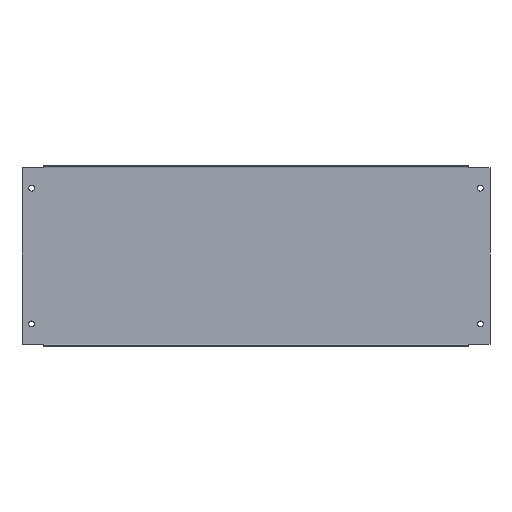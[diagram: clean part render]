
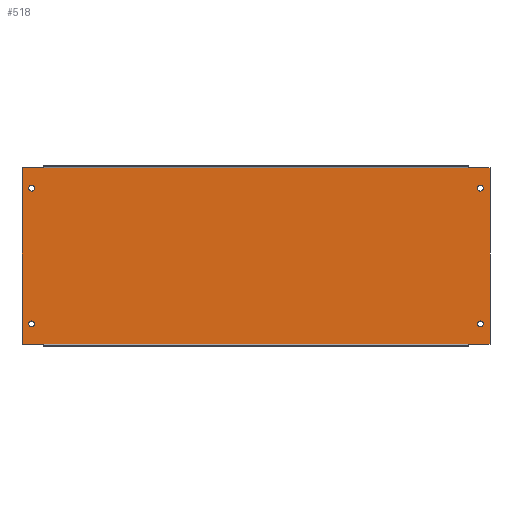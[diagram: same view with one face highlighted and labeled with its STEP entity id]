
A CAD part, top view. The second image highlights one B-rep face of the part: STEP entity #518.
In plain terms, the highlighted planar face has unit normal (0, 0, 1).
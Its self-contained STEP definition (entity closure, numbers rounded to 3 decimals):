
#1 = VERTEX_POINT ( 'NONE', #859 ) ;
#9 = LINE ( 'NONE', #498, #356 ) ;
#23 = DIRECTION ( 'NONE',  ( 0., 0., -1. ) ) ;
#27 = DIRECTION ( 'NONE',  ( 1., 0., 0. ) ) ;
#32 = CIRCLE ( 'NONE', #969, 3.25 ) ;
#34 = ORIENTED_EDGE ( 'NONE', *, *, #775, .T. ) ;
#38 = DIRECTION ( 'NONE',  ( 0., 0., -1. ) ) ;
#52 = ORIENTED_EDGE ( 'NONE', *, *, #468, .T. ) ;
#61 = EDGE_LOOP ( 'NONE', ( #170, #618 ) ) ;
#62 = LINE ( 'NONE', #913, #803 ) ;
#68 = ORIENTED_EDGE ( 'NONE', *, *, #878, .F. ) ;
#79 = EDGE_CURVE ( 'NONE', #970, #670, #469, .T. ) ;
#80 = VERTEX_POINT ( 'NONE', #322 ) ;
#102 = CARTESIAN_POINT ( 'NONE',  ( 506.4, 22.5, 0. ) ) ;
#106 = ORIENTED_EDGE ( 'NONE', *, *, #788, .T. ) ;
#119 = CIRCLE ( 'NONE', #640, 3.25 ) ;
#124 = CARTESIAN_POINT ( 'NONE',  ( 0., 195., 0. ) ) ;
#127 = DIRECTION ( 'NONE',  ( 0., 0., -1. ) ) ;
#130 = FACE_BOUND ( 'NONE', #848, .T. ) ;
#134 = VERTEX_POINT ( 'NONE', #879 ) ;
#135 = DIRECTION ( 'NONE',  ( 0., 0., -1. ) ) ;
#149 = EDGE_CURVE ( 'NONE', #670, #970, #313, .T. ) ;
#153 = CARTESIAN_POINT ( 'NONE',  ( 7.35, 172.5, 0. ) ) ;
#154 = AXIS2_PLACEMENT_3D ( 'NONE', #215, #833, #917 ) ;
#162 = EDGE_CURVE ( 'NONE', #563, #568, #439, .T. ) ;
#170 = ORIENTED_EDGE ( 'NONE', *, *, #149, .T. ) ;
#172 = CIRCLE ( 'NONE', #509, 3.25 ) ;
#186 = CARTESIAN_POINT ( 'NONE',  ( 517., 0., 0. ) ) ;
#188 = VERTEX_POINT ( 'NONE', #186 ) ;
#215 = CARTESIAN_POINT ( 'NONE',  ( 10.6, 22.5, 0. ) ) ;
#221 = CARTESIAN_POINT ( 'NONE',  ( 503.15, 22.5, 0. ) ) ;
#231 = VECTOR ( 'NONE', #27, 1000. ) ;
#234 = DIRECTION ( 'NONE',  ( -1., 0., 0. ) ) ;
#235 = DIRECTION ( 'NONE',  ( -1., 0., 0. ) ) ;
#249 = DIRECTION ( 'NONE',  ( -1., 0., 0. ) ) ;
#258 = CARTESIAN_POINT ( 'NONE',  ( 23.5, 195., 0. ) ) ;
#259 = CIRCLE ( 'NONE', #154, 3.25 ) ;
#270 = DIRECTION ( 'NONE',  ( -1., 0., 0. ) ) ;
#276 = CARTESIAN_POINT ( 'NONE',  ( 0., 0., 0. ) ) ;
#278 = VERTEX_POINT ( 'NONE', #881 ) ;
#279 = VECTOR ( 'NONE', #482, 1000. ) ;
#280 = CARTESIAN_POINT ( 'NONE',  ( 0., 195., 0. ) ) ;
#294 = CARTESIAN_POINT ( 'NONE',  ( 0., 0., 0. ) ) ;
#298 = CARTESIAN_POINT ( 'NONE',  ( 506.4, 172.5, 0. ) ) ;
#301 = FACE_BOUND ( 'NONE', #61, .T. ) ;
#305 = DIRECTION ( 'NONE',  ( 0., 0., -1. ) ) ;
#313 = CIRCLE ( 'NONE', #773, 3.25 ) ;
#318 = VERTEX_POINT ( 'NONE', #638 ) ;
#322 = CARTESIAN_POINT ( 'NONE',  ( 0., 0., 0. ) ) ;
#323 = CARTESIAN_POINT ( 'NONE',  ( 493.5, 0., 0. ) ) ;
#329 = EDGE_LOOP ( 'NONE', ( #811, #534 ) ) ;
#331 = EDGE_CURVE ( 'NONE', #392, #188, #631, .T. ) ;
#341 = LINE ( 'NONE', #960, #989 ) ;
#356 = VECTOR ( 'NONE', #249, 1000. ) ;
#367 = CARTESIAN_POINT ( 'NONE',  ( 509.65, 172.5, 0. ) ) ;
#385 = CARTESIAN_POINT ( 'NONE',  ( 10.6, 172.5, 0. ) ) ;
#387 = CARTESIAN_POINT ( 'NONE',  ( 517., 195., 0. ) ) ;
#390 = DIRECTION ( 'NONE',  ( 0., -1., 0. ) ) ;
#392 = VERTEX_POINT ( 'NONE', #323 ) ;
#415 = DIRECTION ( 'NONE',  ( 0., 0., -1. ) ) ;
#439 = CIRCLE ( 'NONE', #1007, 3.25 ) ;
#446 = FACE_BOUND ( 'NONE', #329, .T. ) ;
#450 = DIRECTION ( 'NONE',  ( -1., 0., 0. ) ) ;
#466 = CIRCLE ( 'NONE', #722, 3.25 ) ;
#468 = EDGE_CURVE ( 'NONE', #188, #577, #341, .T. ) ;
#469 = CIRCLE ( 'NONE', #610, 3.25 ) ;
#475 = ORIENTED_EDGE ( 'NONE', *, *, #962, .T. ) ;
#477 = EDGE_CURVE ( 'NONE', #898, #278, #801, .T. ) ;
#480 = DIRECTION ( 'NONE',  ( -1., 0., 0. ) ) ;
#482 = DIRECTION ( 'NONE',  ( 1., 0., 0. ) ) ;
#483 = EDGE_CURVE ( 'NONE', #80, #691, #578, .T. ) ;
#490 = CARTESIAN_POINT ( 'NONE',  ( 13.85, 22.5, 0. ) ) ;
#498 = CARTESIAN_POINT ( 'NONE',  ( 493.5, 0., 0. ) ) ;
#500 = ORIENTED_EDGE ( 'NONE', *, *, #477, .T. ) ;
#508 = ORIENTED_EDGE ( 'NONE', *, *, #884, .F. ) ;
#509 = AXIS2_PLACEMENT_3D ( 'NONE', #920, #603, #533 ) ;
#514 = FACE_OUTER_BOUND ( 'NONE', #1009, .T. ) ;
#518 = ADVANCED_FACE ( 'NONE', ( #130, #519, #446, #301, #514 ), #825, .F. ) ;
#519 = FACE_BOUND ( 'NONE', #699, .T. ) ;
#532 = EDGE_CURVE ( 'NONE', #577, #318, #671, .T. ) ;
#533 = DIRECTION ( 'NONE',  ( -1., 0., 0. ) ) ;
#534 = ORIENTED_EDGE ( 'NONE', *, *, #673, .T. ) ;
#548 = VECTOR ( 'NONE', #648, 1000. ) ;
#549 = VERTEX_POINT ( 'NONE', #367 ) ;
#563 = VERTEX_POINT ( 'NONE', #753 ) ;
#568 = VERTEX_POINT ( 'NONE', #153 ) ;
#577 = VERTEX_POINT ( 'NONE', #387 ) ;
#578 = LINE ( 'NONE', #276, #231 ) ;
#597 = CARTESIAN_POINT ( 'NONE',  ( 509.65, 22.5, 0. ) ) ;
#603 = DIRECTION ( 'NONE',  ( 0., 0., -1. ) ) ;
#606 = ORIENTED_EDGE ( 'NONE', *, *, #162, .T. ) ;
#610 = AXIS2_PLACEMENT_3D ( 'NONE', #1013, #415, #480 ) ;
#618 = ORIENTED_EDGE ( 'NONE', *, *, #79, .T. ) ;
#631 = LINE ( 'NONE', #852, #279 ) ;
#632 = CARTESIAN_POINT ( 'NONE',  ( 23.5, 195., 0. ) ) ;
#638 = CARTESIAN_POINT ( 'NONE',  ( 493.5, 195., 0. ) ) ;
#640 = AXIS2_PLACEMENT_3D ( 'NONE', #844, #999, #235 ) ;
#648 = DIRECTION ( 'NONE',  ( -1., 0., 0. ) ) ;
#661 = ORIENTED_EDGE ( 'NONE', *, *, #483, .T. ) ;
#670 = VERTEX_POINT ( 'NONE', #221 ) ;
#671 = LINE ( 'NONE', #124, #792 ) ;
#673 = EDGE_CURVE ( 'NONE', #900, #1, #119, .T. ) ;
#691 = VERTEX_POINT ( 'NONE', #1006 ) ;
#699 = EDGE_LOOP ( 'NONE', ( #475, #34 ) ) ;
#722 = AXIS2_PLACEMENT_3D ( 'NONE', #298, #127, #828 ) ;
#732 = CARTESIAN_POINT ( 'NONE',  ( 10.6, 172.5, 0. ) ) ;
#733 = EDGE_CURVE ( 'NONE', #1, #900, #259, .T. ) ;
#753 = CARTESIAN_POINT ( 'NONE',  ( 13.85, 172.5, 0. ) ) ;
#763 = EDGE_CURVE ( 'NONE', #568, #563, #32, .T. ) ;
#771 = ORIENTED_EDGE ( 'NONE', *, *, #763, .T. ) ;
#773 = AXIS2_PLACEMENT_3D ( 'NONE', #102, #38, #819 ) ;
#775 = EDGE_CURVE ( 'NONE', #549, #134, #172, .T. ) ;
#788 = EDGE_CURVE ( 'NONE', #278, #80, #62, .T. ) ;
#792 = VECTOR ( 'NONE', #979, 1000. ) ;
#799 = DIRECTION ( 'NONE',  ( 1., 0., 0. ) ) ;
#801 = LINE ( 'NONE', #280, #548 ) ;
#803 = VECTOR ( 'NONE', #390, 1000. ) ;
#804 = LINE ( 'NONE', #632, #864 ) ;
#811 = ORIENTED_EDGE ( 'NONE', *, *, #733, .T. ) ;
#818 = DIRECTION ( 'NONE',  ( 0., 1., 0. ) ) ;
#819 = DIRECTION ( 'NONE',  ( -1., 0., 0. ) ) ;
#821 = AXIS2_PLACEMENT_3D ( 'NONE', #294, #135, #450 ) ;
#825 = PLANE ( 'NONE',  #821 ) ;
#828 = DIRECTION ( 'NONE',  ( -1., 0., 0. ) ) ;
#833 = DIRECTION ( 'NONE',  ( 0., 0., -1. ) ) ;
#844 = CARTESIAN_POINT ( 'NONE',  ( 10.6, 22.5, 0. ) ) ;
#848 = EDGE_LOOP ( 'NONE', ( #771, #606 ) ) ;
#852 = CARTESIAN_POINT ( 'NONE',  ( 0., 0., 0. ) ) ;
#859 = CARTESIAN_POINT ( 'NONE',  ( 7.35, 22.5, 0. ) ) ;
#864 = VECTOR ( 'NONE', #799, 1000. ) ;
#878 = EDGE_CURVE ( 'NONE', #392, #691, #9, .T. ) ;
#879 = CARTESIAN_POINT ( 'NONE',  ( 503.15, 172.5, 0. ) ) ;
#881 = CARTESIAN_POINT ( 'NONE',  ( 0., 195., 0. ) ) ;
#884 = EDGE_CURVE ( 'NONE', #898, #318, #804, .T. ) ;
#887 = ORIENTED_EDGE ( 'NONE', *, *, #331, .T. ) ;
#898 = VERTEX_POINT ( 'NONE', #258 ) ;
#900 = VERTEX_POINT ( 'NONE', #490 ) ;
#913 = CARTESIAN_POINT ( 'NONE',  ( 0., 0., 0. ) ) ;
#917 = DIRECTION ( 'NONE',  ( -1., 0., 0. ) ) ;
#919 = ORIENTED_EDGE ( 'NONE', *, *, #532, .T. ) ;
#920 = CARTESIAN_POINT ( 'NONE',  ( 506.4, 172.5, 0. ) ) ;
#960 = CARTESIAN_POINT ( 'NONE',  ( 517., 0., 0. ) ) ;
#962 = EDGE_CURVE ( 'NONE', #134, #549, #466, .T. ) ;
#969 = AXIS2_PLACEMENT_3D ( 'NONE', #385, #305, #234 ) ;
#970 = VERTEX_POINT ( 'NONE', #597 ) ;
#979 = DIRECTION ( 'NONE',  ( -1., 0., 0. ) ) ;
#989 = VECTOR ( 'NONE', #818, 1000. ) ;
#999 = DIRECTION ( 'NONE',  ( 0., 0., -1. ) ) ;
#1006 = CARTESIAN_POINT ( 'NONE',  ( 23.5, 0., 0. ) ) ;
#1007 = AXIS2_PLACEMENT_3D ( 'NONE', #732, #23, #270 ) ;
#1009 = EDGE_LOOP ( 'NONE', ( #106, #661, #68, #887, #52, #919, #508, #500 ) ) ;
#1013 = CARTESIAN_POINT ( 'NONE',  ( 506.4, 22.5, 0. ) ) ;
